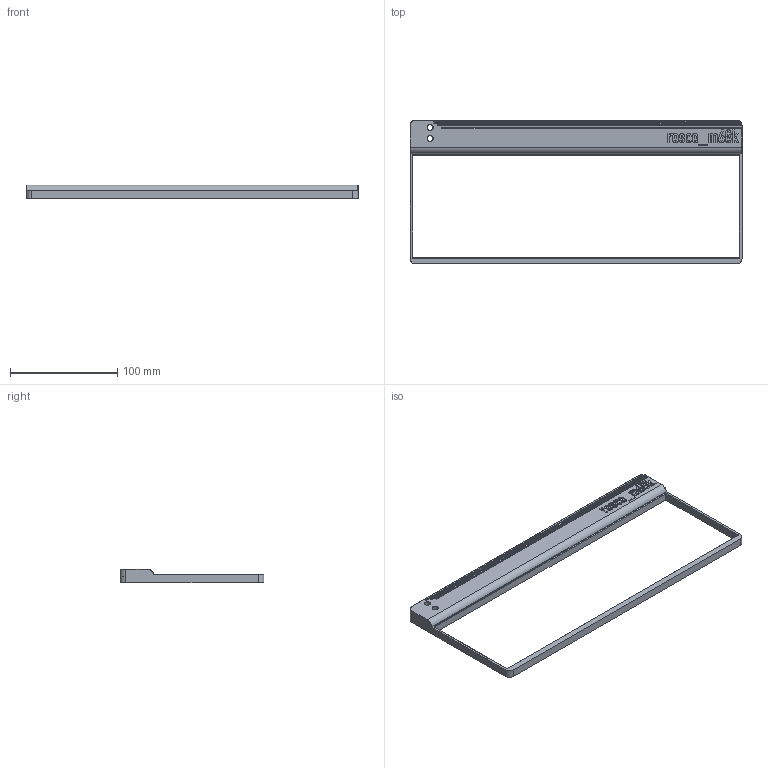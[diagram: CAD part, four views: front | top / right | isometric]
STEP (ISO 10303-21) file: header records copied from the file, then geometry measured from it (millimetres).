
FILE_DESCRIPTION(/* description */ (''),/* implementation_level */ '2;1');
FILE_NAME(/* name */ 'keyboard-v27-top.step',/* time_stamp */ '2024-04-07T12:55:18+01:00',/* author */ (''),/* organization */ (''),/* preprocessor_version */ 'ST-DEVELOPER v20',/* originating_system */ 'Autodesk Translation Framework v12.20.1.177',/* authorisation */ '');
FILE_SCHEMA (('AUTOMOTIVE_DESIGN { 1 0 10303 214 3 1 1 }'));
Length unit declared in the file: millimetre
Products named in the file (1): Top
Bounding box: 310 x 134.16 x 12.96 mm (x, y, z)
Volume: 75921.8 mm3; surface area: 51085.5 mm2
Topology: 1 solids, 1 shells, 463 faces, 1214 edges, 770 vertices
Faces by surface type: bspline 226, plane 116, cylinder 84, torus 24, sphere 11, cone 2
Full cylindrical faces by diameter (mm): 3 x2, 5.2 x4
Entity records: 16486 total; most frequent: CARTESIAN_POINT 6485, ORIENTED_EDGE 2422, DIRECTION 1435, EDGE_CURVE 1211, VERTEX_POINT 770, LINE 579, VECTOR 579, EDGE_LOOP 489
